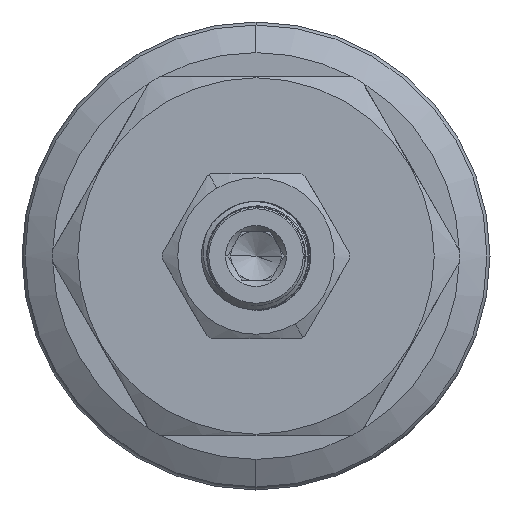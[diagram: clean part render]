
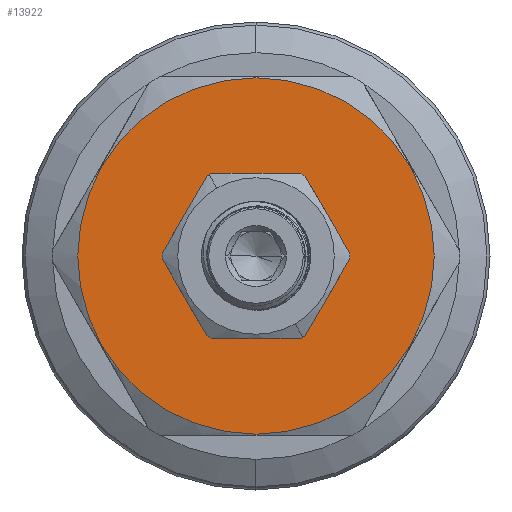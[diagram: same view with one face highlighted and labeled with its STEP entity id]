
A CAD part, left-side view. The second image highlights one B-rep face of the part: STEP entity #13922.
In plain terms, the highlighted planar face has unit normal (-1, 0, 0).
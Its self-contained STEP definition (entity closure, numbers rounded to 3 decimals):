
#536 = CARTESIAN_POINT ( 'NONE',  ( -100.432, -4.5, -7.794 ) ) ;
#1312 = VERTEX_POINT ( 'NONE', #536 ) ;
#1574 = EDGE_LOOP ( 'NONE', ( #14842, #14879 ) ) ;
#2732 = CIRCLE ( 'NONE', #7374, 9. ) ;
#2896 = FACE_BOUND ( 'NONE', #12427, .T. ) ;
#2961 = FACE_OUTER_BOUND ( 'NONE', #1574, .T. ) ;
#3131 = CIRCLE ( 'NONE', #7637, 20.5 ) ;
#5172 = CARTESIAN_POINT ( 'NONE',  ( -100.432, 35.68, 20.6 ) ) ;
#5173 = PLANE ( 'NONE',  #7505 ) ;
#5178 = DIRECTION ( 'NONE',  ( 1., 0., 0. ) ) ;
#5179 = DIRECTION ( 'NONE',  ( 0., 0., -1. ) ) ;
#7374 = AXIS2_PLACEMENT_3D ( 'NONE', #11461, #11476, #11477 ) ;
#7505 = AXIS2_PLACEMENT_3D ( 'NONE', #5172, #5178, #5179 ) ;
#7637 = AXIS2_PLACEMENT_3D ( 'NONE', #17193, #17190, #17127 ) ;
#9062 = CARTESIAN_POINT ( 'NONE',  ( -100.432, 4.5, 7.794 ) ) ;
#9066 = CARTESIAN_POINT ( 'NONE',  ( -100.432, 0., -20.5 ) ) ;
#9300 = CARTESIAN_POINT ( 'NONE',  ( -100.432, 0., 20.5 ) ) ;
#9608 = AXIS2_PLACEMENT_3D ( 'NONE', #14373, #14295, #14372 ) ;
#9623 = EDGE_CURVE ( 'NONE', #19158, #19492, #14825, .T. ) ;
#10223 = EDGE_CURVE ( 'NONE', #1312, #19154, #15507, .T. ) ;
#10721 = AXIS2_PLACEMENT_3D ( 'NONE', #11940, #11977, #11988 ) ;
#11461 = CARTESIAN_POINT ( 'NONE',  ( -100.432, 0., 0. ) ) ;
#11476 = DIRECTION ( 'NONE',  ( -1., 0., 0. ) ) ;
#11477 = DIRECTION ( 'NONE',  ( 0., 0.5, 0.866 ) ) ;
#11940 = CARTESIAN_POINT ( 'NONE',  ( -100.432, 0., 0. ) ) ;
#11977 = DIRECTION ( 'NONE',  ( -1., 0., 0. ) ) ;
#11988 = DIRECTION ( 'NONE',  ( 0., 0., 1. ) ) ;
#12427 = EDGE_LOOP ( 'NONE', ( #14729, #14723 ) ) ;
#13065 = EDGE_CURVE ( 'NONE', #19154, #1312, #2732, .T. ) ;
#13398 = EDGE_CURVE ( 'NONE', #19492, #19158, #3131, .T. ) ;
#13922 = ADVANCED_FACE ( 'NONE', ( #2896, #2961 ), #5173, .F. ) ;
#14295 = DIRECTION ( 'NONE',  ( -1., 0., 0. ) ) ;
#14372 = DIRECTION ( 'NONE',  ( 0., 0.5, 0.866 ) ) ;
#14373 = CARTESIAN_POINT ( 'NONE',  ( -100.432, 0., 0. ) ) ;
#14723 = ORIENTED_EDGE ( 'NONE', *, *, #10223, .F. ) ;
#14729 = ORIENTED_EDGE ( 'NONE', *, *, #13065, .F. ) ;
#14825 = CIRCLE ( 'NONE', #10721, 20.5 ) ;
#14842 = ORIENTED_EDGE ( 'NONE', *, *, #9623, .T. ) ;
#14879 = ORIENTED_EDGE ( 'NONE', *, *, #13398, .T. ) ;
#15507 = CIRCLE ( 'NONE', #9608, 9. ) ;
#17127 = DIRECTION ( 'NONE',  ( 0., 0., 1. ) ) ;
#17190 = DIRECTION ( 'NONE',  ( -1., 0., 0. ) ) ;
#17193 = CARTESIAN_POINT ( 'NONE',  ( -100.432, 0., 0. ) ) ;
#19154 = VERTEX_POINT ( 'NONE', #9062 ) ;
#19158 = VERTEX_POINT ( 'NONE', #9066 ) ;
#19492 = VERTEX_POINT ( 'NONE', #9300 ) ;
